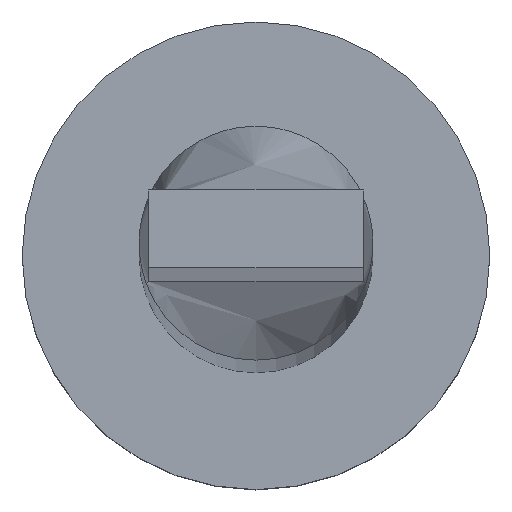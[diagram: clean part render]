
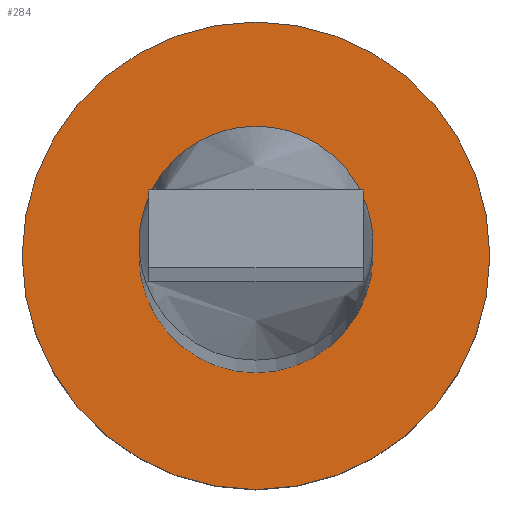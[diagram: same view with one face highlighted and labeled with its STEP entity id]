
A CAD part, top view. The second image highlights one B-rep face of the part: STEP entity #284.
In plain terms, the highlighted planar face has unit normal (0, 0, 1).
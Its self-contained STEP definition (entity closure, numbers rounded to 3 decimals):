
#32 = ORIENTED_EDGE ( 'NONE', *, *, #205, .T. ) ;
#33 = PLANE ( 'NONE',  #500 ) ;
#37 = CARTESIAN_POINT ( 'NONE',  ( 0., 0., 5. ) ) ;
#42 = DIRECTION ( 'NONE',  ( 1., 0., 0. ) ) ;
#51 = DIRECTION ( 'NONE',  ( 0., 0., 1. ) ) ;
#56 = CARTESIAN_POINT ( 'NONE',  ( -3., 0., 5. ) ) ;
#103 = CARTESIAN_POINT ( 'NONE',  ( 0., 0., 5. ) ) ;
#105 = VERTEX_POINT ( 'NONE', #56 ) ;
#117 = EDGE_LOOP ( 'NONE', ( #32, #119 ) ) ;
#119 = ORIENTED_EDGE ( 'NONE', *, *, #271, .T. ) ;
#132 = DIRECTION ( 'NONE',  ( 1., 0., 0. ) ) ;
#154 = AXIS2_PLACEMENT_3D ( 'NONE', #226, #400, #352 ) ;
#158 = EDGE_CURVE ( 'NONE', #378, #105, #267, .T. ) ;
#166 = DIRECTION ( 'NONE',  ( 1., 0., 0. ) ) ;
#179 = VERTEX_POINT ( 'NONE', #420 ) ;
#181 = CIRCLE ( 'NONE', #508, 6. ) ;
#203 = DIRECTION ( 'NONE',  ( 0., 0., 1. ) ) ;
#205 = EDGE_CURVE ( 'NONE', #179, #209, #301, .T. ) ;
#209 = VERTEX_POINT ( 'NONE', #278 ) ;
#226 = CARTESIAN_POINT ( 'NONE',  ( 0., 0., 5. ) ) ;
#251 = DIRECTION ( 'NONE',  ( 0., 0., 1. ) ) ;
#254 = AXIS2_PLACEMENT_3D ( 'NONE', #103, #203, #371 ) ;
#267 = CIRCLE ( 'NONE', #154, 3. ) ;
#271 = EDGE_CURVE ( 'NONE', #209, #179, #181, .T. ) ;
#278 = CARTESIAN_POINT ( 'NONE',  ( 6., 0., 5. ) ) ;
#284 = ADVANCED_FACE ( 'NONE', ( #580, #442 ), #33, .T. ) ;
#301 = CIRCLE ( 'NONE', #254, 6. ) ;
#327 = EDGE_CURVE ( 'NONE', #105, #378, #401, .T. ) ;
#335 = CARTESIAN_POINT ( 'NONE',  ( 0., 0., 5. ) ) ;
#339 = DIRECTION ( 'NONE',  ( 0., 0., 1. ) ) ;
#347 = EDGE_LOOP ( 'NONE', ( #492, #579 ) ) ;
#352 = DIRECTION ( 'NONE',  ( 1., 0., 0. ) ) ;
#370 = CARTESIAN_POINT ( 'NONE',  ( 3., 0., 5. ) ) ;
#371 = DIRECTION ( 'NONE',  ( 1., 0., 0. ) ) ;
#378 = VERTEX_POINT ( 'NONE', #370 ) ;
#400 = DIRECTION ( 'NONE',  ( 0., 0., 1. ) ) ;
#401 = CIRCLE ( 'NONE', #478, 3. ) ;
#420 = CARTESIAN_POINT ( 'NONE',  ( -6., 0., 5. ) ) ;
#442 = FACE_OUTER_BOUND ( 'NONE', #117, .T. ) ;
#456 = CARTESIAN_POINT ( 'NONE',  ( 0., 0., 5. ) ) ;
#478 = AXIS2_PLACEMENT_3D ( 'NONE', #456, #51, #42 ) ;
#492 = ORIENTED_EDGE ( 'NONE', *, *, #327, .F. ) ;
#500 = AXIS2_PLACEMENT_3D ( 'NONE', #37, #251, #166 ) ;
#508 = AXIS2_PLACEMENT_3D ( 'NONE', #335, #339, #132 ) ;
#579 = ORIENTED_EDGE ( 'NONE', *, *, #158, .F. ) ;
#580 = FACE_BOUND ( 'NONE', #347, .T. ) ;
